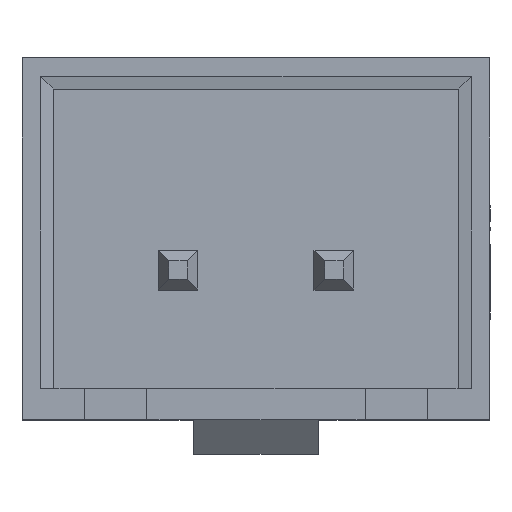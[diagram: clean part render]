
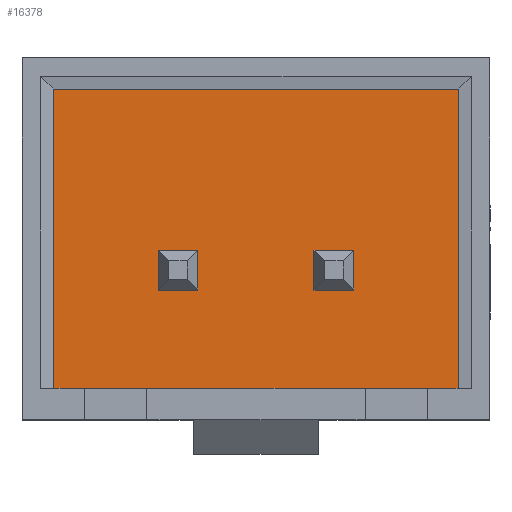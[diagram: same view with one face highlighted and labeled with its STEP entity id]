
A CAD part, top view. The second image highlights one B-rep face of the part: STEP entity #16378.
In plain terms, the highlighted planar face has unit normal (0, 0, 1).
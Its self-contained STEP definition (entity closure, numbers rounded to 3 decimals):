
#211 = CARTESIAN_POINT ( 'NONE',  ( -3.25, -2.4, 2.1 ) ) ;
#557 = EDGE_CURVE ( 'NONE', #17835, #15118, #6169, .T. ) ;
#645 = ORIENTED_EDGE ( 'NONE', *, *, #7500, .F. ) ;
#756 = CARTESIAN_POINT ( 'NONE',  ( 0., -0.82, 2.1 ) ) ;
#768 = EDGE_CURVE ( 'NONE', #10368, #17243, #2954, .T. ) ;
#849 = LINE ( 'NONE', #14378, #7512 ) ;
#850 = VECTOR ( 'NONE', #3330, 1000. ) ;
#1169 = EDGE_LOOP ( 'NONE', ( #13843, #2834, #9718, #12705 ) ) ;
#1310 = DIRECTION ( 'NONE',  ( 1., 0., 0. ) ) ;
#1348 = CARTESIAN_POINT ( 'NONE',  ( 0.93, -0.82, 2.1 ) ) ;
#1391 = CARTESIAN_POINT ( 'NONE',  ( 1.57, -0.82, 2.1 ) ) ;
#1410 = CARTESIAN_POINT ( 'NONE',  ( 3.25, 2.4, 2.1 ) ) ;
#1931 = ORIENTED_EDGE ( 'NONE', *, *, #768, .F. ) ;
#2244 = FACE_BOUND ( 'NONE', #11971, .T. ) ;
#2372 = EDGE_CURVE ( 'NONE', #11963, #10889, #15423, .T. ) ;
#2834 = ORIENTED_EDGE ( 'NONE', *, *, #17948, .F. ) ;
#2942 = DIRECTION ( 'NONE',  ( 1., 0., 0. ) ) ;
#2954 = LINE ( 'NONE', #8511, #13579 ) ;
#3221 = DIRECTION ( 'NONE',  ( 1., 0., 0. ) ) ;
#3289 = ORIENTED_EDGE ( 'NONE', *, *, #4357, .F. ) ;
#3330 = DIRECTION ( 'NONE',  ( 1., 0., 0. ) ) ;
#3336 = LINE ( 'NONE', #11996, #9072 ) ;
#3698 = VERTEX_POINT ( 'NONE', #6025 ) ;
#3719 = ORIENTED_EDGE ( 'NONE', *, *, #15079, .T. ) ;
#3819 = VERTEX_POINT ( 'NONE', #5028 ) ;
#3950 = CARTESIAN_POINT ( 'NONE',  ( -0.93, 0., 2.1 ) ) ;
#4357 = EDGE_CURVE ( 'NONE', #10953, #10368, #4797, .T. ) ;
#4581 = DIRECTION ( 'NONE',  ( -1., 0., 0. ) ) ;
#4765 = EDGE_CURVE ( 'NONE', #7624, #17789, #849, .T. ) ;
#4797 = LINE ( 'NONE', #7431, #850 ) ;
#4831 = CARTESIAN_POINT ( 'NONE',  ( 3.25, -2.4, 2.1 ) ) ;
#5028 = CARTESIAN_POINT ( 'NONE',  ( -1.57, -0.82, 2.1 ) ) ;
#5060 = FACE_OUTER_BOUND ( 'NONE', #13681, .T. ) ;
#5192 = LINE ( 'NONE', #6384, #11924 ) ;
#5257 = LINE ( 'NONE', #9155, #15190 ) ;
#5587 = DIRECTION ( 'NONE',  ( 0., 1., 0. ) ) ;
#5868 = CARTESIAN_POINT ( 'NONE',  ( 1.57, -0.18, 2.1 ) ) ;
#6025 = CARTESIAN_POINT ( 'NONE',  ( -0.93, -0.82, 2.1 ) ) ;
#6048 = EDGE_CURVE ( 'NONE', #17243, #8843, #17551, .T. ) ;
#6169 = LINE ( 'NONE', #15921, #16416 ) ;
#6384 = CARTESIAN_POINT ( 'NONE',  ( -3.25, 2.4, 2.1 ) ) ;
#6471 = DIRECTION ( 'NONE',  ( 0., -1., 0. ) ) ;
#7040 = LINE ( 'NONE', #3950, #11069 ) ;
#7431 = CARTESIAN_POINT ( 'NONE',  ( 0., -0.82, 2.1 ) ) ;
#7500 = EDGE_CURVE ( 'NONE', #8843, #10953, #14975, .T. ) ;
#7512 = VECTOR ( 'NONE', #4581, 1000. ) ;
#7624 = VERTEX_POINT ( 'NONE', #11955 ) ;
#7845 = CARTESIAN_POINT ( 'NONE',  ( 0.93, 0., 2.1 ) ) ;
#8157 = CARTESIAN_POINT ( 'NONE',  ( -1.57, -0.18, 2.1 ) ) ;
#8322 = DIRECTION ( 'NONE',  ( 0., 0., 1. ) ) ;
#8511 = CARTESIAN_POINT ( 'NONE',  ( 1.57, 0., 2.1 ) ) ;
#8843 = VERTEX_POINT ( 'NONE', #12021 ) ;
#9072 = VECTOR ( 'NONE', #13191, 1000. ) ;
#9105 = EDGE_CURVE ( 'NONE', #17789, #3819, #5257, .T. ) ;
#9155 = CARTESIAN_POINT ( 'NONE',  ( -1.57, 0., 2.1 ) ) ;
#9244 = DIRECTION ( 'NONE',  ( -1., 0., 0. ) ) ;
#9718 = ORIENTED_EDGE ( 'NONE', *, *, #9105, .F. ) ;
#9861 = CARTESIAN_POINT ( 'NONE',  ( -3.25, -2.4, 2.1 ) ) ;
#10016 = VECTOR ( 'NONE', #2942, 1000. ) ;
#10021 = VECTOR ( 'NONE', #12590, 1000. ) ;
#10327 = EDGE_CURVE ( 'NONE', #3698, #7624, #7040, .T. ) ;
#10368 = VERTEX_POINT ( 'NONE', #1391 ) ;
#10583 = PLANE ( 'NONE',  #14310 ) ;
#10785 = DIRECTION ( 'NONE',  ( 0., -1., 0. ) ) ;
#10889 = VERTEX_POINT ( 'NONE', #4831 ) ;
#10953 = VERTEX_POINT ( 'NONE', #1348 ) ;
#11069 = VECTOR ( 'NONE', #5587, 1000. ) ;
#11124 = EDGE_CURVE ( 'NONE', #10889, #17835, #3336, .T. ) ;
#11924 = VECTOR ( 'NONE', #6471, 1000. ) ;
#11955 = CARTESIAN_POINT ( 'NONE',  ( -0.93, -0.18, 2.1 ) ) ;
#11963 = VERTEX_POINT ( 'NONE', #9861 ) ;
#11971 = EDGE_LOOP ( 'NONE', ( #1931, #3289, #645, #13755 ) ) ;
#11996 = CARTESIAN_POINT ( 'NONE',  ( 3.25, 2.4, 2.1 ) ) ;
#12021 = CARTESIAN_POINT ( 'NONE',  ( 0.93, -0.18, 2.1 ) ) ;
#12380 = ORIENTED_EDGE ( 'NONE', *, *, #557, .T. ) ;
#12590 = DIRECTION ( 'NONE',  ( -1., 0., 0. ) ) ;
#12607 = CARTESIAN_POINT ( 'NONE',  ( 0., 0., 2.1 ) ) ;
#12705 = ORIENTED_EDGE ( 'NONE', *, *, #4765, .F. ) ;
#13163 = LINE ( 'NONE', #756, #16168 ) ;
#13191 = DIRECTION ( 'NONE',  ( 0., 1., 0. ) ) ;
#13435 = DIRECTION ( 'NONE',  ( 0., -1., 0. ) ) ;
#13579 = VECTOR ( 'NONE', #14110, 1000. ) ;
#13681 = EDGE_LOOP ( 'NONE', ( #16858, #12380, #3719, #17521 ) ) ;
#13755 = ORIENTED_EDGE ( 'NONE', *, *, #6048, .F. ) ;
#13843 = ORIENTED_EDGE ( 'NONE', *, *, #10327, .F. ) ;
#13901 = VECTOR ( 'NONE', #13435, 1000. ) ;
#14110 = DIRECTION ( 'NONE',  ( 0., 1., 0. ) ) ;
#14310 = AXIS2_PLACEMENT_3D ( 'NONE', #12607, #8322, #1310 ) ;
#14378 = CARTESIAN_POINT ( 'NONE',  ( 0., -0.18, 2.1 ) ) ;
#14975 = LINE ( 'NONE', #7845, #13901 ) ;
#15079 = EDGE_CURVE ( 'NONE', #15118, #11963, #5192, .T. ) ;
#15118 = VERTEX_POINT ( 'NONE', #16223 ) ;
#15190 = VECTOR ( 'NONE', #10785, 1000. ) ;
#15423 = LINE ( 'NONE', #211, #10016 ) ;
#15921 = CARTESIAN_POINT ( 'NONE',  ( -3.25, 2.4, 2.1 ) ) ;
#16168 = VECTOR ( 'NONE', #3221, 1000. ) ;
#16223 = CARTESIAN_POINT ( 'NONE',  ( -3.25, 2.4, 2.1 ) ) ;
#16378 = ADVANCED_FACE ( 'NONE', ( #2244, #17550, #5060 ), #10583, .T. ) ;
#16416 = VECTOR ( 'NONE', #9244, 1000. ) ;
#16693 = CARTESIAN_POINT ( 'NONE',  ( 0., -0.18, 2.1 ) ) ;
#16858 = ORIENTED_EDGE ( 'NONE', *, *, #11124, .T. ) ;
#17243 = VERTEX_POINT ( 'NONE', #5868 ) ;
#17521 = ORIENTED_EDGE ( 'NONE', *, *, #2372, .T. ) ;
#17550 = FACE_BOUND ( 'NONE', #1169, .T. ) ;
#17551 = LINE ( 'NONE', #16693, #10021 ) ;
#17789 = VERTEX_POINT ( 'NONE', #8157 ) ;
#17835 = VERTEX_POINT ( 'NONE', #1410 ) ;
#17948 = EDGE_CURVE ( 'NONE', #3819, #3698, #13163, .T. ) ;
